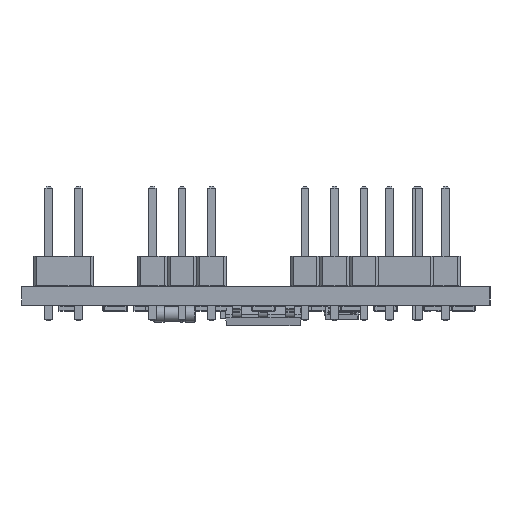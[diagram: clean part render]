
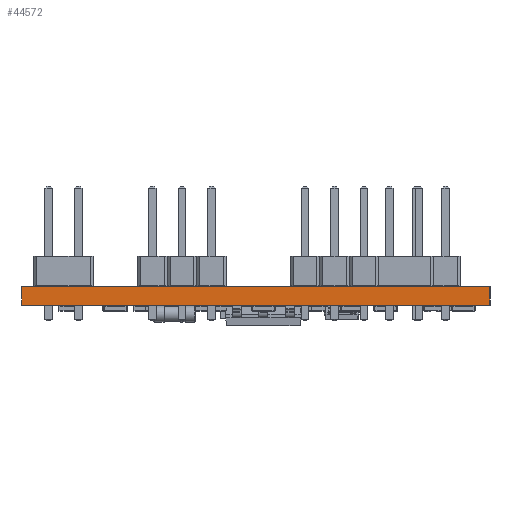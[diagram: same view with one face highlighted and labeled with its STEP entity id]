
A CAD part, left-side view. The second image highlights one B-rep face of the part: STEP entity #44572.
In plain terms, the highlighted planar face has unit normal (-1, 0, 0).
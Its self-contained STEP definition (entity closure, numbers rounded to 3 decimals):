
#44391 = PLANE('',#44392);
#44392 = AXIS2_PLACEMENT_3D('',#44393,#44394,#44395);
#44393 = CARTESIAN_POINT('',(60.706,0.254,0.));
#44394 = DIRECTION('',(0.,-1.,0.));
#44395 = DIRECTION('',(-1.,0.,0.));
#44416 = VERTEX_POINT('',#44417);
#44417 = CARTESIAN_POINT('',(0.254,0.254,1.6));
#44431 = PLANE('',#44432);
#44432 = AXIS2_PLACEMENT_3D('',#44433,#44434,#44435);
#44433 = CARTESIAN_POINT('',(30.48,20.32,1.6));
#44434 = DIRECTION('',(-0.,-0.,-1.));
#44435 = DIRECTION('',(-1.,0.,0.));
#44443 = EDGE_CURVE('',#44444,#44416,#44446,.T.);
#44444 = VERTEX_POINT('',#44445);
#44445 = CARTESIAN_POINT('',(0.254,0.254,0.));
#44446 = SURFACE_CURVE('',#44447,(#44451,#44458),.PCURVE_S1.);
#44447 = LINE('',#44448,#44449);
#44448 = CARTESIAN_POINT('',(0.254,0.254,0.));
#44449 = VECTOR('',#44450,1.);
#44450 = DIRECTION('',(0.,0.,1.));
#44451 = PCURVE('',#44391,#44452);
#44452 = DEFINITIONAL_REPRESENTATION('',(#44453),#44457);
#44453 = LINE('',#44454,#44455);
#44454 = CARTESIAN_POINT('',(60.452,0.));
#44455 = VECTOR('',#44456,1.);
#44456 = DIRECTION('',(0.,-1.));
#44457 = ( GEOMETRIC_REPRESENTATION_CONTEXT(2) 
PARAMETRIC_REPRESENTATION_CONTEXT() REPRESENTATION_CONTEXT('2D SPACE',''
  ) );
#44458 = PCURVE('',#44459,#44464);
#44459 = PLANE('',#44460);
#44460 = AXIS2_PLACEMENT_3D('',#44461,#44462,#44463);
#44461 = CARTESIAN_POINT('',(0.254,0.254,0.));
#44462 = DIRECTION('',(-1.,0.,0.));
#44463 = DIRECTION('',(0.,1.,0.));
#44464 = DEFINITIONAL_REPRESENTATION('',(#44465),#44469);
#44465 = LINE('',#44466,#44467);
#44466 = CARTESIAN_POINT('',(0.,0.));
#44467 = VECTOR('',#44468,1.);
#44468 = DIRECTION('',(0.,-1.));
#44469 = ( GEOMETRIC_REPRESENTATION_CONTEXT(2) 
PARAMETRIC_REPRESENTATION_CONTEXT() REPRESENTATION_CONTEXT('2D SPACE',''
  ) );
#44485 = PLANE('',#44486);
#44486 = AXIS2_PLACEMENT_3D('',#44487,#44488,#44489);
#44487 = CARTESIAN_POINT('',(30.48,20.32,0.));
#44488 = DIRECTION('',(-0.,-0.,-1.));
#44489 = DIRECTION('',(-1.,0.,0.));
#44518 = PLANE('',#44519);
#44519 = AXIS2_PLACEMENT_3D('',#44520,#44521,#44522);
#44520 = CARTESIAN_POINT('',(0.254,40.386,0.));
#44521 = DIRECTION('',(0.,1.,0.));
#44522 = DIRECTION('',(1.,0.,0.));
#44572 = ADVANCED_FACE('',(#44573),#44459,.T.);
#44573 = FACE_BOUND('',#44574,.T.);
#44574 = EDGE_LOOP('',(#44575,#44576,#44599,#44622));
#44575 = ORIENTED_EDGE('',*,*,#44443,.T.);
#44576 = ORIENTED_EDGE('',*,*,#44577,.T.);
#44577 = EDGE_CURVE('',#44416,#44578,#44580,.T.);
#44578 = VERTEX_POINT('',#44579);
#44579 = CARTESIAN_POINT('',(0.254,40.386,1.6));
#44580 = SURFACE_CURVE('',#44581,(#44585,#44592),.PCURVE_S1.);
#44581 = LINE('',#44582,#44583);
#44582 = CARTESIAN_POINT('',(0.254,0.254,1.6));
#44583 = VECTOR('',#44584,1.);
#44584 = DIRECTION('',(0.,1.,0.));
#44585 = PCURVE('',#44459,#44586);
#44586 = DEFINITIONAL_REPRESENTATION('',(#44587),#44591);
#44587 = LINE('',#44588,#44589);
#44588 = CARTESIAN_POINT('',(0.,-1.6));
#44589 = VECTOR('',#44590,1.);
#44590 = DIRECTION('',(1.,0.));
#44591 = ( GEOMETRIC_REPRESENTATION_CONTEXT(2) 
PARAMETRIC_REPRESENTATION_CONTEXT() REPRESENTATION_CONTEXT('2D SPACE',''
  ) );
#44592 = PCURVE('',#44431,#44593);
#44593 = DEFINITIONAL_REPRESENTATION('',(#44594),#44598);
#44594 = LINE('',#44595,#44596);
#44595 = CARTESIAN_POINT('',(30.226,-20.066));
#44596 = VECTOR('',#44597,1.);
#44597 = DIRECTION('',(0.,1.));
#44598 = ( GEOMETRIC_REPRESENTATION_CONTEXT(2) 
PARAMETRIC_REPRESENTATION_CONTEXT() REPRESENTATION_CONTEXT('2D SPACE',''
  ) );
#44599 = ORIENTED_EDGE('',*,*,#44600,.F.);
#44600 = EDGE_CURVE('',#44601,#44578,#44603,.T.);
#44601 = VERTEX_POINT('',#44602);
#44602 = CARTESIAN_POINT('',(0.254,40.386,0.));
#44603 = SURFACE_CURVE('',#44604,(#44608,#44615),.PCURVE_S1.);
#44604 = LINE('',#44605,#44606);
#44605 = CARTESIAN_POINT('',(0.254,40.386,0.));
#44606 = VECTOR('',#44607,1.);
#44607 = DIRECTION('',(0.,0.,1.));
#44608 = PCURVE('',#44459,#44609);
#44609 = DEFINITIONAL_REPRESENTATION('',(#44610),#44614);
#44610 = LINE('',#44611,#44612);
#44611 = CARTESIAN_POINT('',(40.132,0.));
#44612 = VECTOR('',#44613,1.);
#44613 = DIRECTION('',(0.,-1.));
#44614 = ( GEOMETRIC_REPRESENTATION_CONTEXT(2) 
PARAMETRIC_REPRESENTATION_CONTEXT() REPRESENTATION_CONTEXT('2D SPACE',''
  ) );
#44615 = PCURVE('',#44518,#44616);
#44616 = DEFINITIONAL_REPRESENTATION('',(#44617),#44621);
#44617 = LINE('',#44618,#44619);
#44618 = CARTESIAN_POINT('',(0.,0.));
#44619 = VECTOR('',#44620,1.);
#44620 = DIRECTION('',(0.,-1.));
#44621 = ( GEOMETRIC_REPRESENTATION_CONTEXT(2) 
PARAMETRIC_REPRESENTATION_CONTEXT() REPRESENTATION_CONTEXT('2D SPACE',''
  ) );
#44622 = ORIENTED_EDGE('',*,*,#44623,.F.);
#44623 = EDGE_CURVE('',#44444,#44601,#44624,.T.);
#44624 = SURFACE_CURVE('',#44625,(#44629,#44636),.PCURVE_S1.);
#44625 = LINE('',#44626,#44627);
#44626 = CARTESIAN_POINT('',(0.254,0.254,0.));
#44627 = VECTOR('',#44628,1.);
#44628 = DIRECTION('',(0.,1.,0.));
#44629 = PCURVE('',#44459,#44630);
#44630 = DEFINITIONAL_REPRESENTATION('',(#44631),#44635);
#44631 = LINE('',#44632,#44633);
#44632 = CARTESIAN_POINT('',(0.,0.));
#44633 = VECTOR('',#44634,1.);
#44634 = DIRECTION('',(1.,0.));
#44635 = ( GEOMETRIC_REPRESENTATION_CONTEXT(2) 
PARAMETRIC_REPRESENTATION_CONTEXT() REPRESENTATION_CONTEXT('2D SPACE',''
  ) );
#44636 = PCURVE('',#44485,#44637);
#44637 = DEFINITIONAL_REPRESENTATION('',(#44638),#44642);
#44638 = LINE('',#44639,#44640);
#44639 = CARTESIAN_POINT('',(30.226,-20.066));
#44640 = VECTOR('',#44641,1.);
#44641 = DIRECTION('',(0.,1.));
#44642 = ( GEOMETRIC_REPRESENTATION_CONTEXT(2) 
PARAMETRIC_REPRESENTATION_CONTEXT() REPRESENTATION_CONTEXT('2D SPACE',''
  ) );
